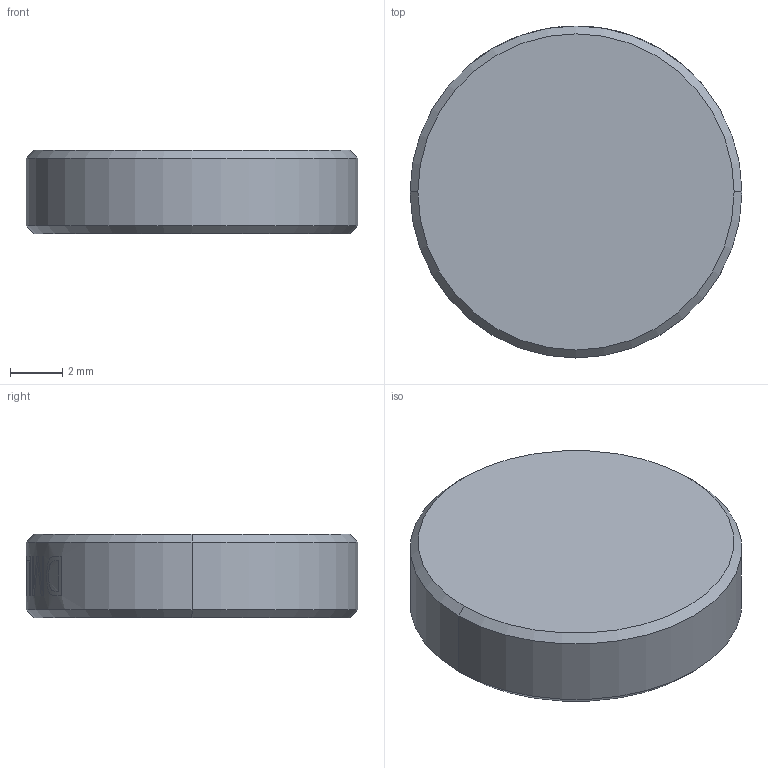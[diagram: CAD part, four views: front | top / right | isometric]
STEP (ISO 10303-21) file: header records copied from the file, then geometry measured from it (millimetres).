
FILE_DESCRIPTION (( 'STEP AP214' ), '1' );
FILE_NAME ('24962-E0W.STEP', '2012-12-17T13:48:20', ( 'Admin' ), ( '' ), 'SwSTEP 2.0', 'SolidWorks 2012', '' );
FILE_SCHEMA (( 'AUTOMOTIVE_DESIGN' ));
Length unit declared in the file: millimetre
Products named in the file (2): 24962-E0W; 24962-001
Assembly tree (1 placements, depth 2):
  24962-E0W
    24962-001
Bounding box: 12.7 x 12.7 x 3.2 mm (x, y, z)
Volume: 401.8 mm3; surface area: 366.8 mm2
Topology: 1 solids, 1 shells, 20 faces, 115 edges, 109 vertices
Faces by surface type: cylinder 14, cone 4, plane 2
Entity records: 2164 total; most frequent: CARTESIAN_POINT 1102, ORIENTED_EDGE 230, DIRECTION 146, EDGE_CURVE 115, VERTEX_POINT 109, AXIS2_PLACEMENT_3D 60, B_SPLINE_CURVE_WITH_KNOTS 53, CIRCLE 36
